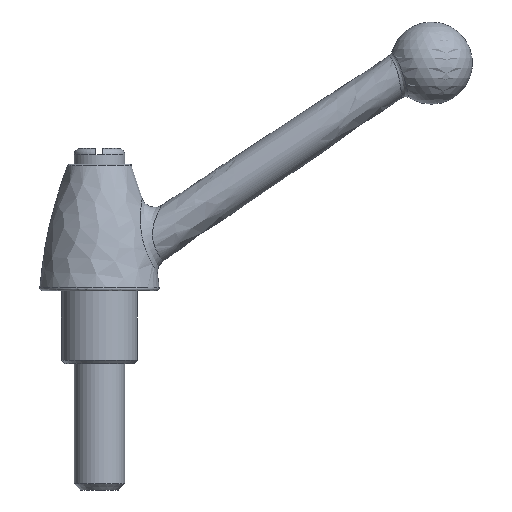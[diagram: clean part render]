
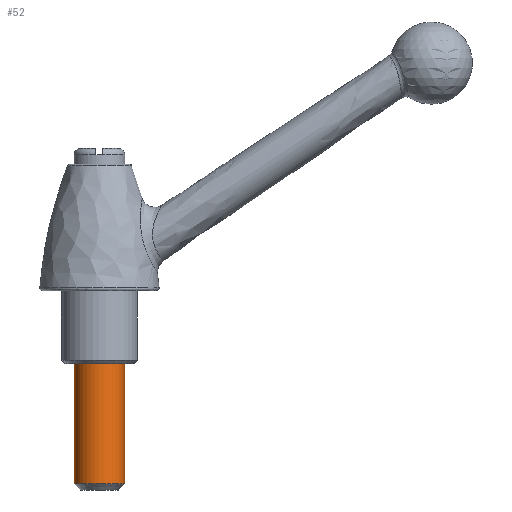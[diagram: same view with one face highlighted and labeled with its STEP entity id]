
A CAD part, front view. The second image highlights one B-rep face of the part: STEP entity #52.
In plain terms, the highlighted cylindrical face has radius 4 mm (diameter 8 mm), a full revolution.
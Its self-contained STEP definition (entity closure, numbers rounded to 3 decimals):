
#52 = ADVANCED_FACE( '', ( #122, #123 ), #124, .T. );
#122 = FACE_OUTER_BOUND( '', #225, .T. );
#123 = FACE_OUTER_BOUND( '', #226, .T. );
#124 = CYLINDRICAL_SURFACE( '', #227, 4. );
#225 = EDGE_LOOP( '', ( #4561 ) );
#226 = EDGE_LOOP( '', ( #4562 ) );
#227 = AXIS2_PLACEMENT_3D( '', #4563, #4564, #4565 );
#4561 = ORIENTED_EDGE( '', *, *, #4708, .T. );
#4562 = ORIENTED_EDGE( '', *, *, #4709, .T. );
#4563 = CARTESIAN_POINT( '', ( 0., 0., -31.5 ) );
#4564 = DIRECTION( '', ( 0., 0., -1. ) );
#4565 = DIRECTION( '', ( 0., -1., 0. ) );
#4708 = EDGE_CURVE( '', #4768, #4768, #4769, .F. );
#4709 = EDGE_CURVE( '', #4770, #4770, #4771, .F. );
#4768 = VERTEX_POINT( '', #4853 );
#4769 = CIRCLE( '', #4854, 4. );
#4770 = VERTEX_POINT( '', #4855 );
#4771 = CIRCLE( '', #4856, 4. );
#4853 = CARTESIAN_POINT( '', ( 0., 4., -30.5 ) );
#4854 = AXIS2_PLACEMENT_3D( '', #6948, #6949, #6950 );
#4855 = CARTESIAN_POINT( '', ( 0., -4., -11.5 ) );
#4856 = AXIS2_PLACEMENT_3D( '', #6951, #6952, #6953 );
#6948 = CARTESIAN_POINT( '', ( 0., 0., -30.5 ) );
#6949 = DIRECTION( '', ( 0., 0., -1. ) );
#6950 = DIRECTION( '', ( 0., 1., 0. ) );
#6951 = CARTESIAN_POINT( '', ( 0., 0., -11.5 ) );
#6952 = DIRECTION( '', ( 0., 0., 1. ) );
#6953 = DIRECTION( '', ( 0., -1., 0. ) );
